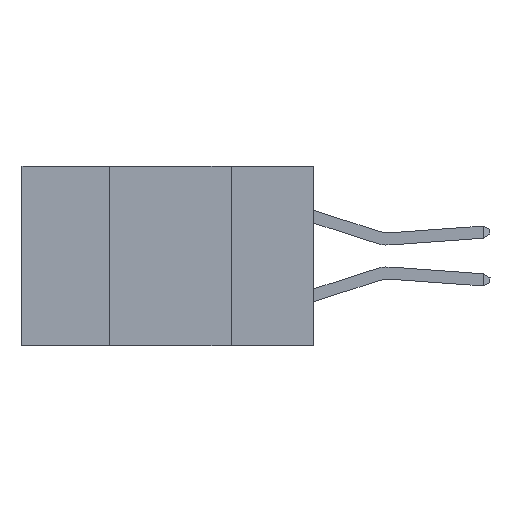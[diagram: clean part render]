
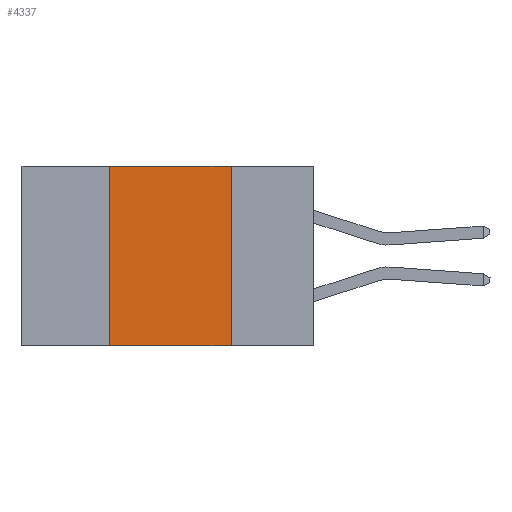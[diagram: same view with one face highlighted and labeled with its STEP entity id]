
A CAD part, left-side view. The second image highlights one B-rep face of the part: STEP entity #4337.
In plain terms, the highlighted planar face has unit normal (-1, 0, 0).
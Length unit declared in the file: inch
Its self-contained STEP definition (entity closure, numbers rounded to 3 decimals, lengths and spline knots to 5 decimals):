
#388 = VECTOR ( 'NONE', #7326, 39.37008 ) ;
#877 = LINE ( 'NONE', #11119, #12130 ) ;
#915 = FACE_OUTER_BOUND ( 'NONE', #17513, .T. ) ;
#1533 = DIRECTION ( 'NONE',  ( 0., 0., -1. ) ) ;
#1800 = CARTESIAN_POINT ( 'NONE',  ( 0., 0.17, 0. ) ) ;
#2860 = VECTOR ( 'NONE', #1533, 39.37008 ) ;
#3920 = CARTESIAN_POINT ( 'NONE',  ( 0., 0.42, 0. ) ) ;
#4337 = ADVANCED_FACE ( 'NONE', ( #915 ), #6534, .F. ) ;
#4537 = DIRECTION ( 'NONE',  ( 1., 0., 0. ) ) ;
#4622 = AXIS2_PLACEMENT_3D ( 'NONE', #24459, #4537, #8577 ) ;
#5101 = EDGE_CURVE ( 'NONE', #22563, #8308, #877, .T. ) ;
#5391 = LINE ( 'NONE', #9623, #19459 ) ;
#6434 = CARTESIAN_POINT ( 'NONE',  ( 0., 0.42, -0.37 ) ) ;
#6534 = PLANE ( 'NONE',  #4622 ) ;
#6626 = ORIENTED_EDGE ( 'NONE', *, *, #15324, .F. ) ;
#7211 = DIRECTION ( 'NONE',  ( 0., -1., 0. ) ) ;
#7326 = DIRECTION ( 'NONE',  ( 0., 0., 1. ) ) ;
#8308 = VERTEX_POINT ( 'NONE', #18635 ) ;
#8577 = DIRECTION ( 'NONE',  ( 0., 0., -1. ) ) ;
#9130 = ORIENTED_EDGE ( 'NONE', *, *, #5101, .T. ) ;
#9623 = CARTESIAN_POINT ( 'NONE',  ( 0., 0.6, 0. ) ) ;
#9960 = CARTESIAN_POINT ( 'NONE',  ( 0., 0.17, 0. ) ) ;
#11119 = CARTESIAN_POINT ( 'NONE',  ( 0., 0.6, -0.37 ) ) ;
#11505 = VERTEX_POINT ( 'NONE', #3920 ) ;
#12130 = VECTOR ( 'NONE', #7211, 39.37008 ) ;
#13375 = DIRECTION ( 'NONE',  ( 0., -1., 0. ) ) ;
#15324 = EDGE_CURVE ( 'NONE', #11505, #18119, #5391, .T. ) ;
#15678 = LINE ( 'NONE', #1800, #2860 ) ;
#15991 = EDGE_CURVE ( 'NONE', #18119, #8308, #15678, .T. ) ;
#17513 = EDGE_LOOP ( 'NONE', ( #24766, #6626, #24790, #9130 ) ) ;
#17598 = LINE ( 'NONE', #21263, #388 ) ;
#18119 = VERTEX_POINT ( 'NONE', #9960 ) ;
#18635 = CARTESIAN_POINT ( 'NONE',  ( 0., 0.17, -0.37 ) ) ;
#19459 = VECTOR ( 'NONE', #13375, 39.37008 ) ;
#21263 = CARTESIAN_POINT ( 'NONE',  ( 0., 0.42, 0. ) ) ;
#22563 = VERTEX_POINT ( 'NONE', #6434 ) ;
#24459 = CARTESIAN_POINT ( 'NONE',  ( 0., 0.6, 0. ) ) ;
#24766 = ORIENTED_EDGE ( 'NONE', *, *, #15991, .F. ) ;
#24790 = ORIENTED_EDGE ( 'NONE', *, *, #25517, .F. ) ;
#25517 = EDGE_CURVE ( 'NONE', #22563, #11505, #17598, .T. ) ;
